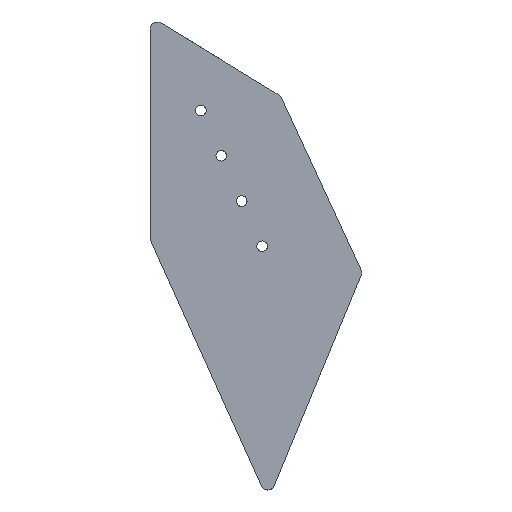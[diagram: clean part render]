
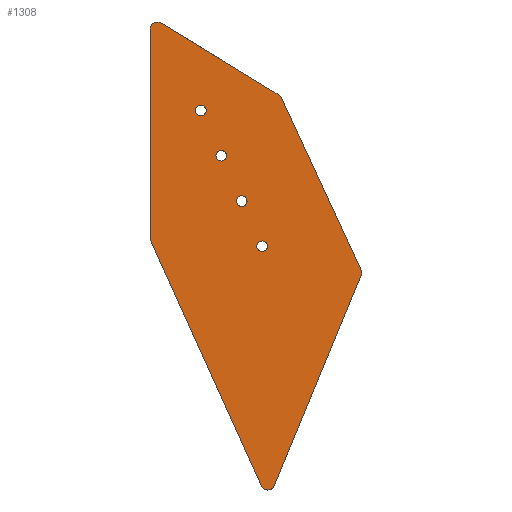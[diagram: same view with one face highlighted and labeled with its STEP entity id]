
A CAD part, top view. The second image highlights one B-rep face of the part: STEP entity #1308.
In plain terms, the highlighted planar face has unit normal (0, 0, 1).
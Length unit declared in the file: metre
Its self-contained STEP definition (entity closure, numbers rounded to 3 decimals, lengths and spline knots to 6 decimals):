
#24=CIRCLE('',#1353,0.005);
#37=CIRCLE('',#1383,0.00375);
#39=CIRCLE('',#1386,0.00375);
#41=CIRCLE('',#1389,0.00375);
#43=CIRCLE('',#1392,0.00375);
#69=CIRCLE('',#1437,0.005);
#71=CIRCLE('',#1440,0.005);
#73=CIRCLE('',#1443,0.005);
#75=CIRCLE('',#1446,0.005);
#130=LINE('',#1912,#228);
#173=LINE('',#2050,#271);
#177=LINE('',#2059,#275);
#180=LINE('',#2066,#278);
#187=LINE('',#2084,#285);
#228=VECTOR('',#1498,1.);
#271=VECTOR('',#1607,1.);
#275=VECTOR('',#1613,1.);
#278=VECTOR('',#1618,1.);
#285=VECTOR('',#1633,1.);
#582=ORIENTED_EDGE('',*,*,#770,.T.);
#583=ORIENTED_EDGE('',*,*,#768,.T.);
#584=ORIENTED_EDGE('',*,*,#766,.T.);
#585=ORIENTED_EDGE('',*,*,#764,.T.);
#586=ORIENTED_EDGE('',*,*,#712,.T.);
#587=ORIENTED_EDGE('',*,*,#752,.F.);
#588=ORIENTED_EDGE('',*,*,#825,.T.);
#589=ORIENTED_EDGE('',*,*,#749,.T.);
#590=ORIENTED_EDGE('',*,*,#823,.T.);
#591=ORIENTED_EDGE('',*,*,#745,.T.);
#592=ORIENTED_EDGE('',*,*,#821,.T.);
#593=ORIENTED_EDGE('',*,*,#762,.T.);
#594=ORIENTED_EDGE('',*,*,#827,.T.);
#595=ORIENTED_EDGE('',*,*,#681,.T.);
#681=EDGE_CURVE('',#855,#858,#130,.T.);
#712=EDGE_CURVE('',#858,#887,#24,.T.);
#745=EDGE_CURVE('',#906,#909,#173,.T.);
#749=EDGE_CURVE('',#910,#913,#177,.T.);
#752=EDGE_CURVE('',#916,#887,#180,.T.);
#762=EDGE_CURVE('',#920,#923,#187,.T.);
#764=EDGE_CURVE('',#925,#925,#37,.F.);
#766=EDGE_CURVE('',#927,#927,#39,.F.);
#768=EDGE_CURVE('',#929,#929,#41,.F.);
#770=EDGE_CURVE('',#931,#931,#43,.F.);
#821=EDGE_CURVE('',#909,#920,#69,.T.);
#823=EDGE_CURVE('',#913,#906,#71,.T.);
#825=EDGE_CURVE('',#916,#910,#73,.T.);
#827=EDGE_CURVE('',#923,#855,#75,.T.);
#855=VERTEX_POINT('',#1906);
#858=VERTEX_POINT('',#1911);
#887=VERTEX_POINT('',#1985);
#906=VERTEX_POINT('',#2044);
#909=VERTEX_POINT('',#2049);
#910=VERTEX_POINT('',#2053);
#913=VERTEX_POINT('',#2058);
#916=VERTEX_POINT('',#2065);
#920=VERTEX_POINT('',#2078);
#923=VERTEX_POINT('',#2083);
#925=VERTEX_POINT('',#2089);
#927=VERTEX_POINT('',#2094);
#929=VERTEX_POINT('',#2099);
#931=VERTEX_POINT('',#2104);
#1067=EDGE_LOOP('',(#582));
#1068=EDGE_LOOP('',(#583));
#1069=EDGE_LOOP('',(#584));
#1070=EDGE_LOOP('',(#585));
#1071=EDGE_LOOP('',(#586,#587,#588,#589,#590,#591,#592,#593,#594,#595));
#1184=FACE_BOUND('',#1067,.T.);
#1185=FACE_BOUND('',#1068,.T.);
#1186=FACE_BOUND('',#1069,.T.);
#1187=FACE_BOUND('',#1070,.T.);
#1188=FACE_BOUND('',#1071,.T.);
#1239=PLANE('',#1464);
#1308=ADVANCED_FACE('',(#1184,#1185,#1186,#1187,#1188),#1239,.T.);
#1353=AXIS2_PLACEMENT_3D('',#1986,#1543,#1544);
#1383=AXIS2_PLACEMENT_3D('',#2088,#1638,#1639);
#1386=AXIS2_PLACEMENT_3D('',#2093,#1644,#1645);
#1389=AXIS2_PLACEMENT_3D('',#2098,#1650,#1651);
#1392=AXIS2_PLACEMENT_3D('',#2103,#1656,#1657);
#1437=AXIS2_PLACEMENT_3D('',#2210,#1771,#1772);
#1440=AXIS2_PLACEMENT_3D('',#2213,#1777,#1778);
#1443=AXIS2_PLACEMENT_3D('',#2216,#1783,#1784);
#1446=AXIS2_PLACEMENT_3D('',#2219,#1789,#1790);
#1464=AXIS2_PLACEMENT_3D('',#2251,#1833,#1834);
#1498=DIRECTION('',(-0.853,0.521,0.));
#1543=DIRECTION('',(0.,0.,1.));
#1544=DIRECTION('',(1.,0.,0.));
#1607=DIRECTION('',(0.381,0.924,0.));
#1613=DIRECTION('',(0.411,-0.911,0.));
#1618=DIRECTION('',(-0.002,1.,0.));
#1633=DIRECTION('',(-0.419,0.908,0.));
#1638=DIRECTION('',(0.,0.,1.));
#1639=DIRECTION('',(1.,0.,0.));
#1644=DIRECTION('',(0.,0.,1.));
#1645=DIRECTION('',(1.,0.,0.));
#1650=DIRECTION('',(0.,0.,1.));
#1651=DIRECTION('',(1.,0.,0.));
#1656=DIRECTION('',(0.,0.,1.));
#1657=DIRECTION('',(1.,0.,0.));
#1771=DIRECTION('',(0.,0.,1.));
#1772=DIRECTION('',(1.,0.,0.));
#1777=DIRECTION('',(0.,0.,1.));
#1778=DIRECTION('',(1.,0.,0.));
#1783=DIRECTION('',(0.,0.,1.));
#1784=DIRECTION('',(1.,0.,0.));
#1789=DIRECTION('',(0.,0.,1.));
#1790=DIRECTION('',(1.,0.,0.));
#1833=DIRECTION('',(0.,0.,1.));
#1834=DIRECTION('',(1.,0.,0.));
#1906=CARTESIAN_POINT('',(1.350928,0.346339,0.055));
#1911=CARTESIAN_POINT('',(1.26789,0.397087,0.055));
#1912=CARTESIAN_POINT('',(1.212022,0.43123,0.055));
#1985=CARTESIAN_POINT('',(1.260283,0.392812,0.055));
#1986=CARTESIAN_POINT('',(1.265283,0.392821,0.055));
#2044=CARTESIAN_POINT('',(1.347595,0.071152,0.055));
#2049=CARTESIAN_POINT('',(1.408762,0.219363,0.055));
#2050=CARTESIAN_POINT('',(1.376388,0.140917,0.055));
#2053=CARTESIAN_POINT('',(1.260985,0.242523,0.055));
#2058=CARTESIAN_POINT('',(1.338416,0.071002,0.055));
#2059=CARTESIAN_POINT('',(1.301862,0.151976,0.055));
#2065=CARTESIAN_POINT('',(1.260542,0.244572,0.055));
#2066=CARTESIAN_POINT('',(1.260272,0.399095,0.055));
#2078=CARTESIAN_POINT('',(1.408679,0.223368,0.055));
#2083=CARTESIAN_POINT('',(1.35286,0.34417,0.055));
#2084=CARTESIAN_POINT('',(1.366808,0.313983,0.055));
#2088=CARTESIAN_POINT('',(1.33904,0.239748,0.055));
#2089=CARTESIAN_POINT('',(1.34279,0.239748,0.055));
#2093=CARTESIAN_POINT('',(1.324639,0.271648,0.055));
#2094=CARTESIAN_POINT('',(1.328389,0.271648,0.055));
#2098=CARTESIAN_POINT('',(1.310238,0.303548,0.055));
#2099=CARTESIAN_POINT('',(1.313988,0.303548,0.055));
#2103=CARTESIAN_POINT('',(1.295837,0.335448,0.055));
#2104=CARTESIAN_POINT('',(1.299587,0.335448,0.055));
#2210=CARTESIAN_POINT('',(1.40414,0.22127,0.055));
#2213=CARTESIAN_POINT('',(1.342974,0.073059,0.055));
#2216=CARTESIAN_POINT('',(1.265542,0.24458,0.055));
#2219=CARTESIAN_POINT('',(1.348321,0.342073,0.055));
#2251=CARTESIAN_POINT('',(1.2,0.41156,0.055));
